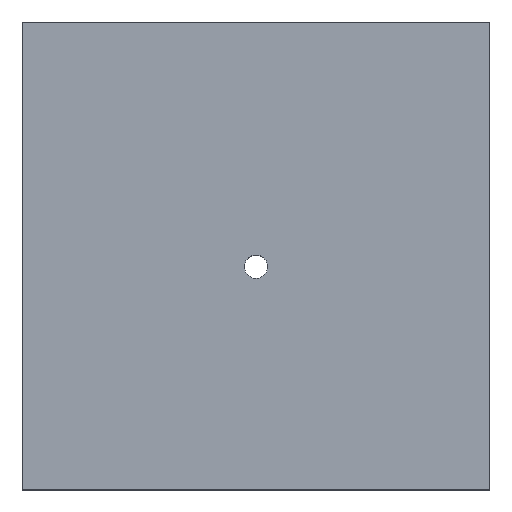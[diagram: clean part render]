
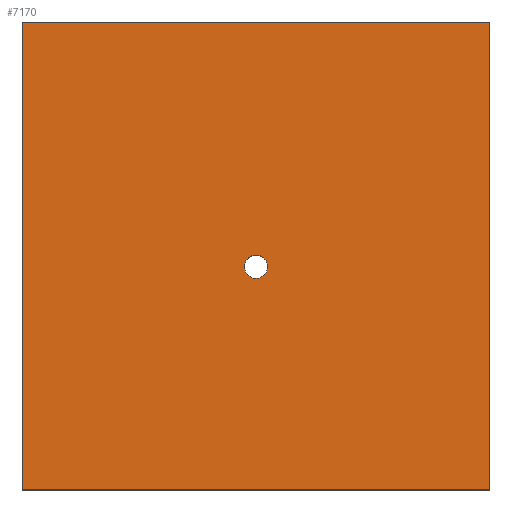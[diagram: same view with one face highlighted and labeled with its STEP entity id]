
A CAD part, top view. The second image highlights one B-rep face of the part: STEP entity #7170.
In plain terms, the highlighted planar face has unit normal (0, 0, 1).
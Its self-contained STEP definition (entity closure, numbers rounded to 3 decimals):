
#48 = EDGE_CURVE ( 'NONE', #6438, #10969, #9364, .T. ) ;
#631 = CARTESIAN_POINT ( 'NONE',  ( 100., 130.76, 6.988 ) ) ;
#806 = ORIENTED_EDGE ( 'NONE', *, *, #48, .F. ) ;
#1044 = AXIS2_PLACEMENT_3D ( 'NONE', #12972, #1998, #10068 ) ;
#1083 = LINE ( 'NONE', #6190, #1443 ) ;
#1379 = EDGE_CURVE ( 'NONE', #11667, #4329, #5506, .T. ) ;
#1443 = VECTOR ( 'NONE', #8930, 1000. ) ;
#1678 = CARTESIAN_POINT ( 'NONE',  ( 0., 26.14, 6.988 ) ) ;
#1965 = CARTESIAN_POINT ( 'NONE',  ( 100., 130.76, 6.988 ) ) ;
#1998 = DIRECTION ( 'NONE',  ( 0., 0., 1. ) ) ;
#2740 = DIRECTION ( 'NONE',  ( 0., 0., 1. ) ) ;
#2824 = EDGE_CURVE ( 'NONE', #8959, #8979, #1083, .T. ) ;
#2858 = AXIS2_PLACEMENT_3D ( 'NONE', #6636, #2740, #11862 ) ;
#3045 = ORIENTED_EDGE ( 'NONE', *, *, #1379, .T. ) ;
#3592 = CARTESIAN_POINT ( 'NONE',  ( 5., 26.14, 6.988 ) ) ;
#3894 = DIRECTION ( 'NONE',  ( 1., 0., 0. ) ) ;
#3941 = AXIS2_PLACEMENT_3D ( 'NONE', #1678, #7786, #3894 ) ;
#4329 = VERTEX_POINT ( 'NONE', #10209 ) ;
#4392 = CARTESIAN_POINT ( 'NONE',  ( -100., 130.76, 6.988 ) ) ;
#4956 = FACE_OUTER_BOUND ( 'NONE', #10305, .T. ) ;
#5379 = DIRECTION ( 'NONE',  ( 0., -1., 0. ) ) ;
#5506 = LINE ( 'NONE', #4392, #12321 ) ;
#5964 = DIRECTION ( 'NONE',  ( -1., 0., 0. ) ) ;
#6190 = CARTESIAN_POINT ( 'NONE',  ( 100., -69.24, 6.988 ) ) ;
#6438 = VERTEX_POINT ( 'NONE', #3592 ) ;
#6459 = CARTESIAN_POINT ( 'NONE',  ( -5., 26.14, 6.988 ) ) ;
#6636 = CARTESIAN_POINT ( 'NONE',  ( 0., 26.14, 6.988 ) ) ;
#6666 = DIRECTION ( 'NONE',  ( 1., 0., 0. ) ) ;
#7012 = PLANE ( 'NONE',  #1044 ) ;
#7040 = ORIENTED_EDGE ( 'NONE', *, *, #11396, .T. ) ;
#7170 = ADVANCED_FACE ( 'NONE', ( #11123, #4956 ), #7012, .T. ) ;
#7467 = CARTESIAN_POINT ( 'NONE',  ( -100., -69.24, 6.988 ) ) ;
#7670 = ORIENTED_EDGE ( 'NONE', *, *, #10247, .F. ) ;
#7786 = DIRECTION ( 'NONE',  ( 0., 0., 1. ) ) ;
#7835 = ORIENTED_EDGE ( 'NONE', *, *, #8633, .T. ) ;
#8219 = EDGE_LOOP ( 'NONE', ( #806, #7670 ) ) ;
#8633 = EDGE_CURVE ( 'NONE', #4329, #8959, #9592, .T. ) ;
#8930 = DIRECTION ( 'NONE',  ( 0., 1., 0. ) ) ;
#8959 = VERTEX_POINT ( 'NONE', #10439 ) ;
#8979 = VERTEX_POINT ( 'NONE', #631 ) ;
#8985 = VECTOR ( 'NONE', #6666, 1000. ) ;
#9364 = CIRCLE ( 'NONE', #2858, 5. ) ;
#9494 = CARTESIAN_POINT ( 'NONE',  ( -100., 130.76, 6.988 ) ) ;
#9592 = LINE ( 'NONE', #7467, #8985 ) ;
#10068 = DIRECTION ( 'NONE',  ( 1., 0., 0. ) ) ;
#10209 = CARTESIAN_POINT ( 'NONE',  ( -100., -69.24, 6.988 ) ) ;
#10247 = EDGE_CURVE ( 'NONE', #10969, #6438, #12337, .T. ) ;
#10305 = EDGE_LOOP ( 'NONE', ( #7835, #12629, #7040, #3045 ) ) ;
#10439 = CARTESIAN_POINT ( 'NONE',  ( 100., -69.24, 6.988 ) ) ;
#10969 = VERTEX_POINT ( 'NONE', #6459 ) ;
#11123 = FACE_BOUND ( 'NONE', #8219, .T. ) ;
#11396 = EDGE_CURVE ( 'NONE', #8979, #11667, #12141, .T. ) ;
#11667 = VERTEX_POINT ( 'NONE', #9494 ) ;
#11712 = VECTOR ( 'NONE', #5964, 1000. ) ;
#11862 = DIRECTION ( 'NONE',  ( 1., 0., 0. ) ) ;
#12141 = LINE ( 'NONE', #1965, #11712 ) ;
#12321 = VECTOR ( 'NONE', #5379, 1000. ) ;
#12337 = CIRCLE ( 'NONE', #3941, 5. ) ;
#12629 = ORIENTED_EDGE ( 'NONE', *, *, #2824, .T. ) ;
#12972 = CARTESIAN_POINT ( 'NONE',  ( 0., 0., 6.988 ) ) ;
